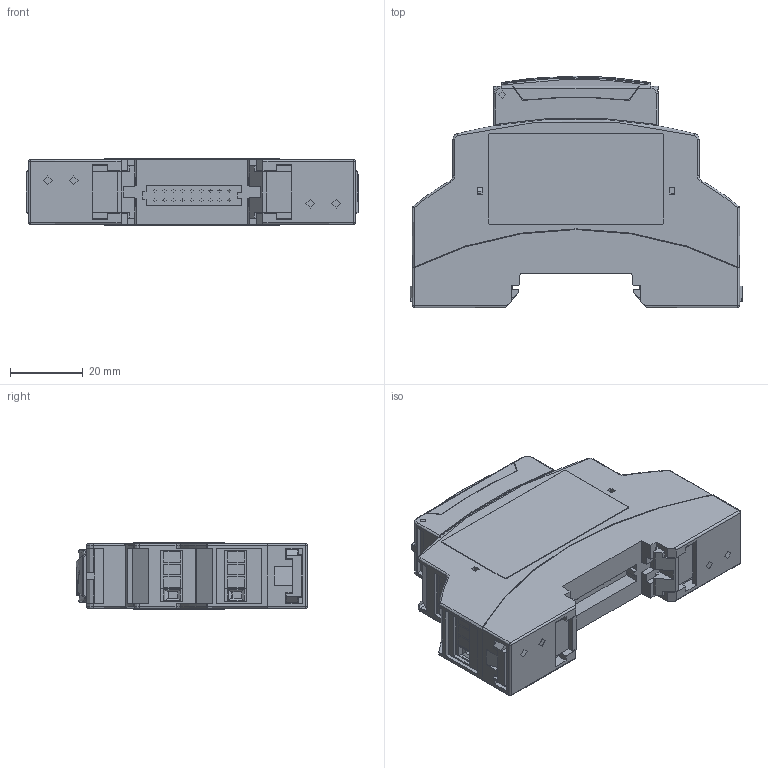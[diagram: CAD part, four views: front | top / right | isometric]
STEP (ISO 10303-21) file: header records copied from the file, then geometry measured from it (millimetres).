
FILE_DESCRIPTION(/* description */ (''),/* implementation_level */ '2;1');
FILE_NAME(/* name */ 'DRR460_Semplifica_1.stp',/* time_stamp */ '2022-06-15T17:08:03+02:00',/* author */ ('ut3'),/* organization */ (''),/* preprocessor_version */ 'ST-DEVELOPER v19',/* originating_system */ 'Autodesk Inventor 2023',/* authorisation */ '');
FILE_SCHEMA (('AUTOMOTIVE_DESIGN { 1 0 10303 214 3 1 1 }'));
Products named in the file (1): DRR460_Semplifica_1
Bounding box: 91 x 63.45 x 18.2 mm (x, y, z)
Surface area: 35692.2 mm2 (no closed solid volume)
Topology: 0 solids, 115 shells, 1108 faces, 4118 edges, 3055 vertices
Faces by surface type: plane 789, cylinder 201, bspline 84, torus 20, sphere 11, cone 3
Full cylindrical faces by diameter (mm): 1 x18, 2 x4, 2.4 x6, 2.8 x3, 2.9 x3, 4.064 x1
Entity records: 53962 total; most frequent: CARTESIAN_POINT 18411, DIRECTION 6582, ORIENTED_EDGE 6360, EDGE_CURVE 4110, LINE 3252, VECTOR 3252, VERTEX_POINT 3055, AXIS2_PLACEMENT_3D 1665
